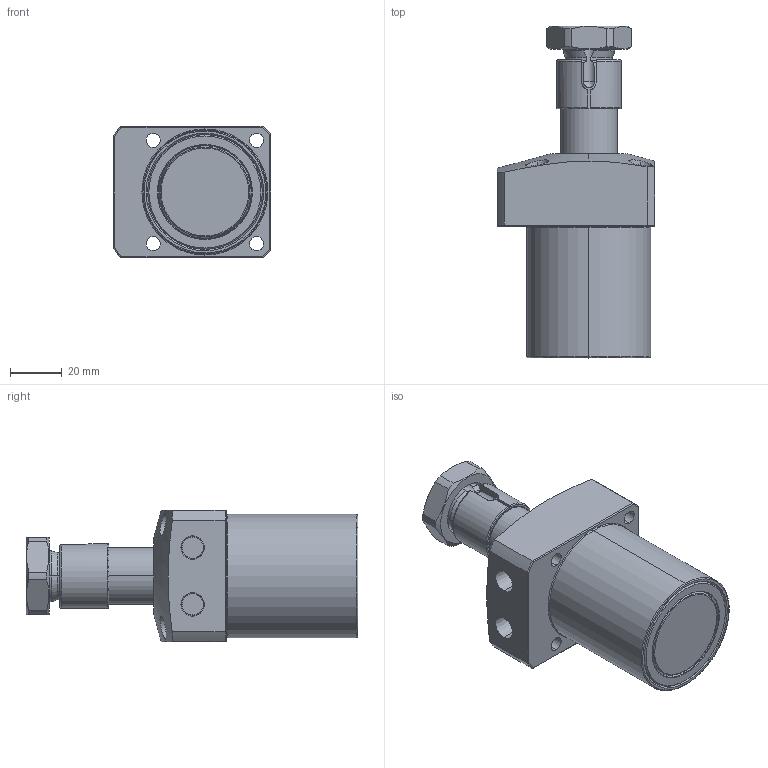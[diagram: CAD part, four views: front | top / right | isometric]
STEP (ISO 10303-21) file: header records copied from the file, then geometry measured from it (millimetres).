
FILE_DESCRIPTION (( 'STEP AP203' ), '1' );
FILE_NAME ('LHA0480-SR.STEP', '2019-09-24T02:17:13', ( '微软用户' ), ( '微软中国' ), 'SwSTEP 2.0', 'SolidWorks 2012', '' );
FILE_SCHEMA (( 'CONFIG_CONTROL_DESIGN' ));
Length unit declared in the file: millimetre
Products named in the file (6): LHA0480-SR; LHA0480-簸忣諍匏_; LHA0480-ů_; LHA0480-楓羔_蹬怮椔); LHA0480-咂衝椳紕_蹬怮椔); LHA0480-槭暌滀S(蹬怮椔)_1
Assembly tree (5 placements, depth 2):
  LHA0480-SR
    LHA0480-槭暌滀S(蹬怮椔)_1
    LHA0480-咂衝椳紕_蹬怮椔)
    LHA0480-楓羔_蹬怮椔)
    LHA0480-ů_
    LHA0480-簸忣諍匏_
Bounding box: 61 x 128.5 x 51 mm (x, y, z)
Volume: 191290.5 mm3; surface area: 34222.8 mm2
Topology: 5 solids, 5 shells, 178 faces, 423 edges, 266 vertices
Faces by surface type: cylinder 61, plane 58, cone 39, bspline 20
Entity records: 7006 total; most frequent: CARTESIAN_POINT 2385, ORIENTED_EDGE 840, DIRECTION 833, EDGE_CURVE 420, AXIS2_PLACEMENT_3D 339, VERTEX_POINT 266, EDGE_LOOP 202, FACE_OUTER_BOUND 178
